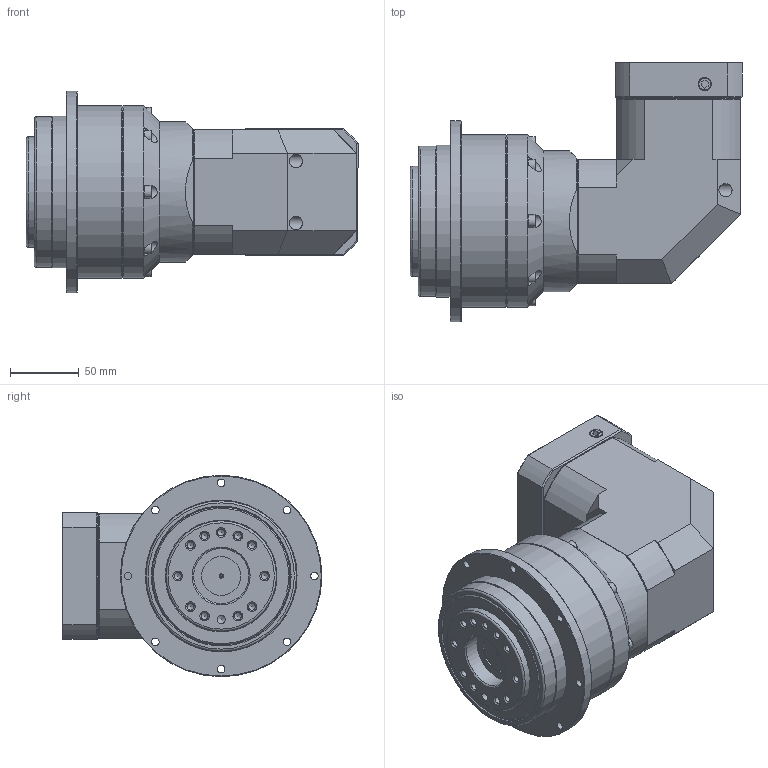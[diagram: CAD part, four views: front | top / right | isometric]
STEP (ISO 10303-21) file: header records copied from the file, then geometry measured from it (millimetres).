
FILE_DESCRIPTION((''),'2;1');
FILE_NAME('KSDL-110-2.stp','2013-09-10T11:30:24',('young'),(''),'Autodesk Inventor 2012','Autodesk Inventor 2012','');
FILE_SCHEMA(('AUTOMOTIVE_DESIGN { 1 0 10303 214 1 1 1 1 }'));
Length unit declared in the file: millimetre
Products named in the file (1): KSDL-110-2
Bounding box: 240.6 x 188.3 x 146 mm (x, y, z)
Volume: 1191740 mm3; surface area: 317882.1 mm2
Topology: 25 solids, 26 shells, 808 faces, 1900 edges, 1209 vertices
Faces by surface type: plane 404, cylinder 208, cone 163, torus 27, bspline 6
Full cylindrical faces by diameter (mm): 2 x1, 4 x4, 4.2 x13, 5 x27, 5.5 x20, 6 x10, 6.5 x1, 6.8 x4, 7 x3, 7.96 x3, 8.433 x2, 8.5 x8, 9.5 x6, 10 x5, 11 x4, 19 x1, 25 x1, 28.33 x1, 28.4 x1, 29.8 x1, 30 x1, 36 x1, 40 x1, 42 x1, 45 x3, 52 x1, 63.92 x9, 65 x1, 68 x1, 70 x1
Entity records: 25394 total; most frequent: CARTESIAN_POINT 8550, DIRECTION 3537, ORIENTED_EDGE 2970, EDGE_CURVE 1485, AXIS2_PLACEMENT_3D 1458, EDGE_LOOP 1251, VERTEX_POINT 1112, FACE_OUTER_BOUND 799
